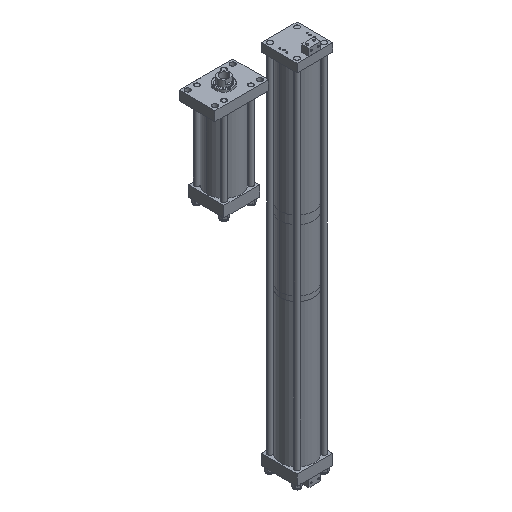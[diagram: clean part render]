
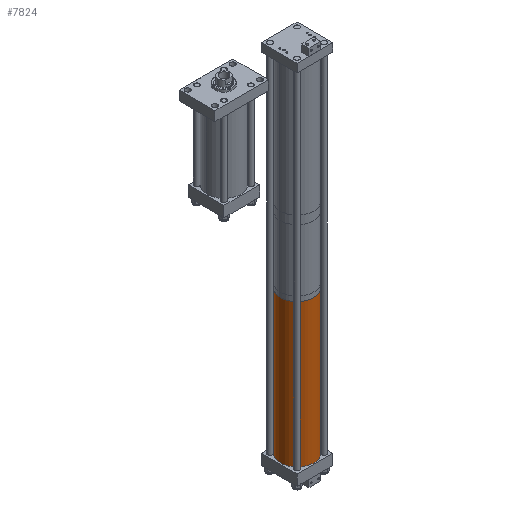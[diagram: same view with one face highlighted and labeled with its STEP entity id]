
A CAD part, isometric view. The second image highlights one B-rep face of the part: STEP entity #7824.
In plain terms, the highlighted cylindrical face has radius 88.9 mm (diameter 177.8 mm), a partial arc.
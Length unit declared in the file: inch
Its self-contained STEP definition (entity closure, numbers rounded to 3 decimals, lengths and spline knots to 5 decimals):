
#46 = CYLINDRICAL_SURFACE ( 'NONE', #15338, 3.5 ) ;
#507 = DIRECTION ( 'NONE',  ( 1., 0., 0. ) ) ;
#541 = EDGE_CURVE ( 'NONE', #9175, #3697, #10326, .T. ) ;
#612 = EDGE_CURVE ( 'NONE', #8389, #15835, #2367, .T. ) ;
#1630 = CARTESIAN_POINT ( 'NONE',  ( -3.5, 0., 0. ) ) ;
#1947 = VECTOR ( 'NONE', #9911, 39.37008 ) ;
#2339 = CARTESIAN_POINT ( 'NONE',  ( -3.5, 0., 30.078 ) ) ;
#2367 = LINE ( 'NONE', #2339, #15501 ) ;
#2682 = CIRCLE ( 'NONE', #3913, 3.5 ) ;
#2804 = DIRECTION ( 'NONE',  ( 1., 0., 0. ) ) ;
#3697 = VERTEX_POINT ( 'NONE', #4371 ) ;
#3913 = AXIS2_PLACEMENT_3D ( 'NONE', #9215, #4250, #507 ) ;
#4250 = DIRECTION ( 'NONE',  ( 0., 0., 1. ) ) ;
#4359 = DIRECTION ( 'NONE',  ( 0., 0., -1. ) ) ;
#4371 = CARTESIAN_POINT ( 'NONE',  ( 3.5, 0., 0. ) ) ;
#7508 = ORIENTED_EDGE ( 'NONE', *, *, #612, .T. ) ;
#7692 = DIRECTION ( 'NONE',  ( 0., 0., 1. ) ) ;
#7824 = ADVANCED_FACE ( 'NONE', ( #13786 ), #46, .T. ) ;
#8389 = VERTEX_POINT ( 'NONE', #10959 ) ;
#9175 = VERTEX_POINT ( 'NONE', #11698 ) ;
#9215 = CARTESIAN_POINT ( 'NONE',  ( 0., 0., 0. ) ) ;
#9911 = DIRECTION ( 'NONE',  ( 0., 0., -1. ) ) ;
#10220 = CARTESIAN_POINT ( 'NONE',  ( 0., 0., 30.078 ) ) ;
#10326 = LINE ( 'NONE', #15026, #1947 ) ;
#10764 = DIRECTION ( 'NONE',  ( -1., 0., 0. ) ) ;
#10959 = CARTESIAN_POINT ( 'NONE',  ( -3.5, 0., 30.078 ) ) ;
#11698 = CARTESIAN_POINT ( 'NONE',  ( 3.5, 0., 30.078 ) ) ;
#12049 = EDGE_LOOP ( 'NONE', ( #12927, #13370, #7508, #16056 ) ) ;
#12134 = CARTESIAN_POINT ( 'NONE',  ( 0., 0., 30.078 ) ) ;
#12927 = ORIENTED_EDGE ( 'NONE', *, *, #541, .F. ) ;
#13370 = ORIENTED_EDGE ( 'NONE', *, *, #13965, .F. ) ;
#13589 = AXIS2_PLACEMENT_3D ( 'NONE', #10220, #7692, #2804 ) ;
#13786 = FACE_OUTER_BOUND ( 'NONE', #12049, .T. ) ;
#13831 = CIRCLE ( 'NONE', #13589, 3.5 ) ;
#13965 = EDGE_CURVE ( 'NONE', #8389, #9175, #13831, .T. ) ;
#14227 = EDGE_CURVE ( 'NONE', #15835, #3697, #2682, .T. ) ;
#14843 = DIRECTION ( 'NONE',  ( 0., 0., -1. ) ) ;
#15026 = CARTESIAN_POINT ( 'NONE',  ( 3.5, 0., 30.078 ) ) ;
#15338 = AXIS2_PLACEMENT_3D ( 'NONE', #12134, #4359, #10764 ) ;
#15501 = VECTOR ( 'NONE', #14843, 39.37008 ) ;
#15835 = VERTEX_POINT ( 'NONE', #1630 ) ;
#16056 = ORIENTED_EDGE ( 'NONE', *, *, #14227, .T. ) ;
